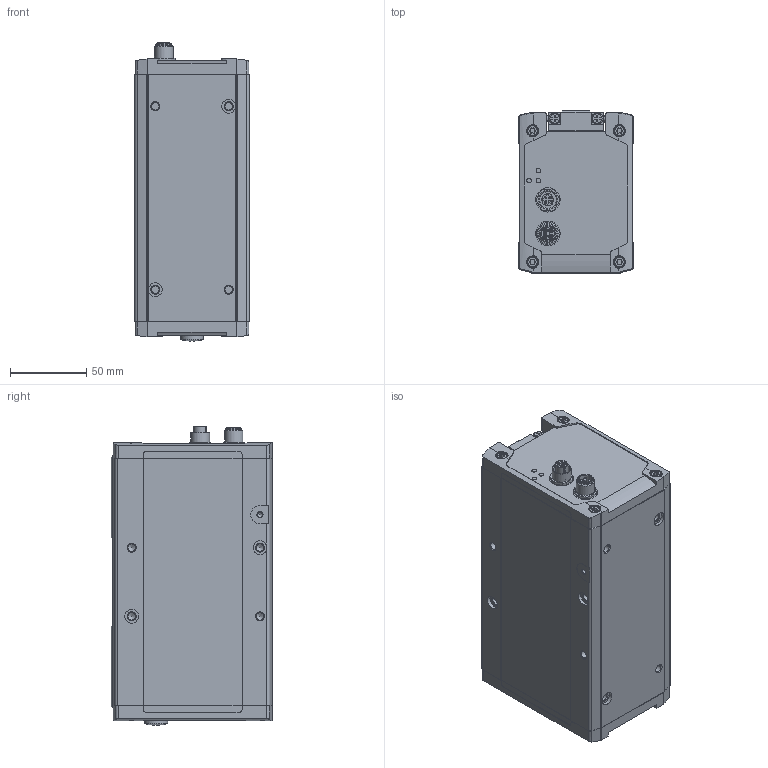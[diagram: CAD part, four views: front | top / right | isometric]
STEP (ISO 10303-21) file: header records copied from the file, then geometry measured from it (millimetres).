
FILE_DESCRIPTION(/* description */ ('STEP AP214'),/* implementation_level */ '2;1');
FILE_NAME(/* name */ '8146656_HEPP-42-56-PN-B',/* time_stamp */ '2024-08-29T04:49:57+02:00',/* author */ ('License CC BY-ND 4.0'),/* organization */ ('CADENAS'),/* preprocessor_version */ 'ST-DEVELOPER v19.3',/* originating_system */ 'PARTsolutions',/* authorisation */ ' ');
FILE_SCHEMA (('AUTOMOTIVE_DESIGN {1 0 10303 214 3 1 1}'));
Length unit declared in the file: millimetre
Products named in the file (3): 8146656 HEPP-42-56-PN-B---(0_high); 8146656 HEPP-42-56-PN-B---(high_H); 8125974 HEPP-42-056---(high_S)
Assembly tree (3 placements, depth 2):
  8146656 HEPP-42-56-PN-B---(0_high)
    8146656 HEPP-42-56-PN-B---(high_H)
    8125974 HEPP-42-056---(high_S)  x2
Bounding box: 75 x 106 x 195.39 mm (x, y, z)
Volume: 1345966.3 mm3; surface area: 113099.4 mm2
Topology: 3 solids, 3 shells, 1417 faces, 3703 edges, 2412 vertices
Faces by surface type: plane 748, cylinder 559, cone 57, torus 48, sphere 5
Full cylindrical faces by diameter (mm): 1 x4, 1.5 x4, 2.15 x4, 3 x3, 3.242 x7, 4.134 x6, 4.5 x6, 4.917 x12, 5.5 x16, 6 x16, 7 x14, 7.5 x16, 8.3 x1, 9 x6, 9.4 x1, 9.7 x1, 10.5 x1, 10.917 x1, 12 x2, 12.5 x1, 13 x2, 15 x1, 16 x2
Entity records: 43589 total; most frequent: CARTESIAN_POINT 6318, DIRECTION 6217, ORIENTED_EDGE 5682, EDGE_CURVE 2841, AXIS2_PLACEMENT_3D 2264, VERTEX_POINT 1967, LINE 1689, VECTOR 1689
